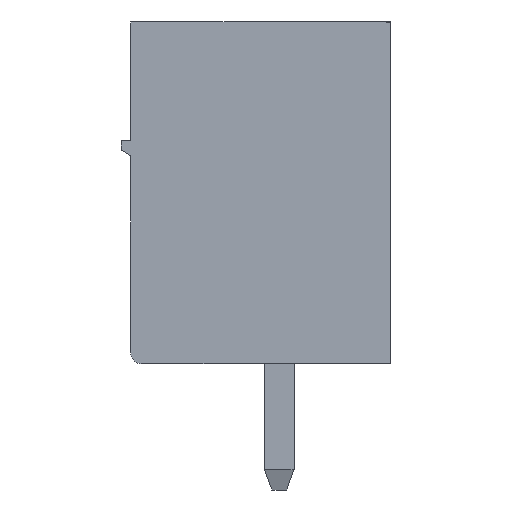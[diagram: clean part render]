
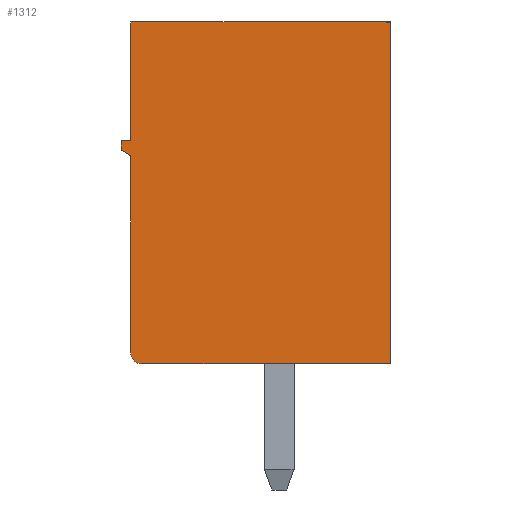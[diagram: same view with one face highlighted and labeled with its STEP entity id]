
A CAD part, left-side view. The second image highlights one B-rep face of the part: STEP entity #1312.
In plain terms, the highlighted planar face has unit normal (-1, 0, 0).
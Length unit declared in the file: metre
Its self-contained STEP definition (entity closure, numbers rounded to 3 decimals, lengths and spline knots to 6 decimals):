
#1312=ADVANCED_FACE('',(#2913),#2914,.T.);
#2913=FACE_OUTER_BOUND('',#4789,.T.);
#2914=PLANE('',#4790);
#4789=EDGE_LOOP('',(#8818,#8819,#8820,#8821,#8822,#8823,#8824,#8825,#8826));
#4790=AXIS2_PLACEMENT_3D('',#8827,#8828,#8829);
#8818=ORIENTED_EDGE('',*,*,#11159,.F.);
#8819=ORIENTED_EDGE('',*,*,#11163,.F.);
#8820=ORIENTED_EDGE('',*,*,#11167,.F.);
#8821=ORIENTED_EDGE('',*,*,#11171,.F.);
#8822=ORIENTED_EDGE('',*,*,#11175,.T.);
#8823=ORIENTED_EDGE('',*,*,#11449,.T.);
#8824=ORIENTED_EDGE('',*,*,#11347,.T.);
#8825=ORIENTED_EDGE('',*,*,#11193,.T.);
#8826=ORIENTED_EDGE('',*,*,#11155,.F.);
#8827=CARTESIAN_POINT('',(-1.087027,0.01036,-0.008267));
#8828=DIRECTION('',(-1.0,0.,0.0));
#8829=DIRECTION('',(0.,-1.0,0.0));
#11155=EDGE_CURVE('',#13321,#13317,#13323,.T.);
#11159=EDGE_CURVE('',#13327,#13321,#13329,.T.);
#11163=EDGE_CURVE('',#13333,#13327,#13335,.T.);
#11167=EDGE_CURVE('',#13339,#13333,#13341,.T.);
#11171=EDGE_CURVE('',#13345,#13339,#13347,.T.);
#11175=EDGE_CURVE('',#13345,#13351,#13353,.T.);
#11193=EDGE_CURVE('',#13384,#13317,#13387,.T.);
#11347=EDGE_CURVE('',#13693,#13384,#13694,.T.);
#11449=EDGE_CURVE('',#13351,#13693,#13877,.T.);
#13317=VERTEX_POINT('',#16470);
#13321=VERTEX_POINT('',#16476);
#13323=LINE('',#16479,#16480);
#13327=VERTEX_POINT('',#16485);
#13329=LINE('',#16488,#16489);
#13333=VERTEX_POINT('',#16494);
#13335=LINE('',#16497,#16498);
#13339=VERTEX_POINT('',#16503);
#13341=LINE('',#16506,#16507);
#13345=VERTEX_POINT('',#16512);
#13347=LINE('',#16515,#16516);
#13351=VERTEX_POINT('',#16520);
#13353=CIRCLE('',#16523,0.0003);
#13384=VERTEX_POINT('',#16567);
#13387=LINE('',#16572,#16573);
#13693=VERTEX_POINT('',#17019);
#13694=LINE('',#17020,#17021);
#13877=LINE('',#17299,#17300);
#16470=CARTESIAN_POINT('',(-1.087027,0.01086,0.000933));
#16476=CARTESIAN_POINT('',(-1.087027,0.01086,-0.002267));
#16479=CARTESIAN_POINT('',(-1.087027,0.01086,-0.008267));
#16480=VECTOR('',#21103,1.0);
#16485=CARTESIAN_POINT('',(-1.087027,0.01111,-0.002267));
#16488=CARTESIAN_POINT('',(-1.087027,0.01036,-0.002267));
#16489=VECTOR('',#21106,1.0);
#16494=CARTESIAN_POINT('',(-1.087027,0.01111,-0.002517));
#16497=CARTESIAN_POINT('',(-1.087027,0.01111,-0.008267));
#16498=VECTOR('',#21109,1.0);
#16503=CARTESIAN_POINT('',(-1.087027,0.01086,-0.002667));
#16506=CARTESIAN_POINT('',(-1.087027,0.008021,-0.00437));
#16507=VECTOR('',#21112,1.0);
#16512=CARTESIAN_POINT('',(-1.087027,0.01086,-0.007967));
#16515=CARTESIAN_POINT('',(-1.087027,0.01086,-0.008267));
#16516=VECTOR('',#21115,1.0);
#16520=CARTESIAN_POINT('',(-1.087027,0.01056,-0.008267));
#16523=AXIS2_PLACEMENT_3D('',#21120,#21121,#21122);
#16567=CARTESIAN_POINT('',(-1.087027,0.00386,0.000933));
#16572=CARTESIAN_POINT('',(-1.087027,0.01036,0.000933));
#16573=VECTOR('',#21141,1.0);
#17019=CARTESIAN_POINT('',(-1.087027,0.00386,-0.008267));
#17020=CARTESIAN_POINT('',(-1.087027,0.00386,-0.008267));
#17021=VECTOR('',#21318,1.0);
#17299=CARTESIAN_POINT('',(-1.087027,0.01036,-0.008267));
#17300=VECTOR('',#21429,1.0);
#21103=DIRECTION('',(0.,0.,1.0));
#21106=DIRECTION('',(0.,-1.0,0.));
#21109=DIRECTION('',(0.,0.,1.0));
#21112=DIRECTION('',(0.,0.857,0.514));
#21115=DIRECTION('',(0.,0.,1.0));
#21120=CARTESIAN_POINT('',(-1.087027,0.01056,-0.007967));
#21121=DIRECTION('',(-1.0,0.,0.0));
#21122=DIRECTION('',(0.,-1.0,0.0));
#21141=DIRECTION('',(0.,1.0,-0.0));
#21318=DIRECTION('',(0.0,0.0,1.0));
#21429=DIRECTION('',(0.,-1.0,0.0));
